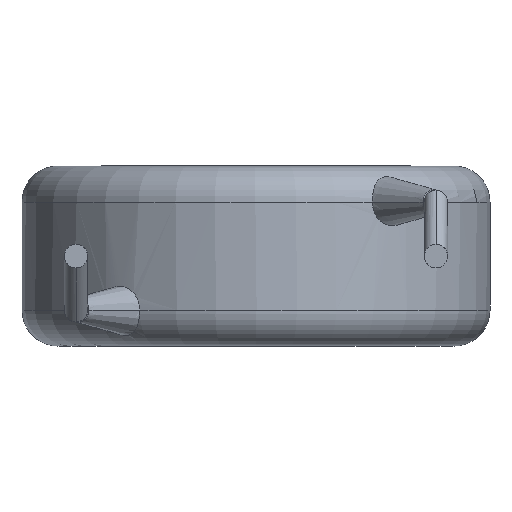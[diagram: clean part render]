
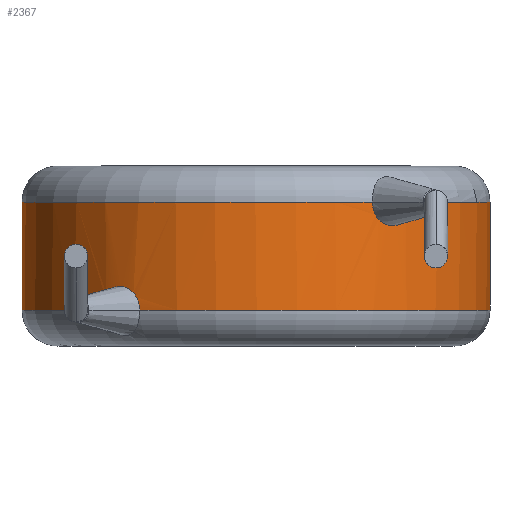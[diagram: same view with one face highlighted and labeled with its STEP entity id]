
A CAD part, front view. The second image highlights one B-rep face of the part: STEP entity #2367.
In plain terms, the highlighted cylindrical face has radius 6.5 mm (diameter 13 mm), a partial arc.
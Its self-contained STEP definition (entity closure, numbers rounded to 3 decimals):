
#4 = CARTESIAN_POINT ( 'NONE',  ( -4.308, -4.867, 1. ) ) ;
#26 = CARTESIAN_POINT ( 'NONE',  ( 0., 0., 4. ) ) ;
#50 = VERTEX_POINT ( 'NONE', #3719 ) ;
#95 = VERTEX_POINT ( 'NONE', #987 ) ;
#207 = CARTESIAN_POINT ( 'NONE',  ( -6.5, 0., 4. ) ) ;
#234 = CARTESIAN_POINT ( 'NONE',  ( 0., 0., 5. ) ) ;
#235 = CARTESIAN_POINT ( 'NONE',  ( 4.255, -4.915, 3.656 ) ) ;
#300 = AXIS2_PLACEMENT_3D ( 'NONE', #26, #2965, #1709 ) ;
#333 = CIRCLE ( 'NONE', #3971, 6.5 ) ;
#338 = EDGE_CURVE ( 'NONE', #50, #3011, #1439, .T. ) ;
#358 = ORIENTED_EDGE ( 'NONE', *, *, #2213, .F. ) ;
#409 = CARTESIAN_POINT ( 'NONE',  ( 6.5, 0., 5. ) ) ;
#534 = DIRECTION ( 'NONE',  ( 0., 0., 1. ) ) ;
#596 = CARTESIAN_POINT ( 'NONE',  ( 3.345, -5.574, 3.594 ) ) ;
#635 = CARTESIAN_POINT ( 'NONE',  ( -3.858, -5.232, 1.659 ) ) ;
#645 = CARTESIAN_POINT ( 'NONE',  ( -4.308, -4.867, 1.175 ) ) ;
#694 = CARTESIAN_POINT ( 'NONE',  ( 3.229, -5.641, 4. ) ) ;
#716 = LINE ( 'NONE', #2841, #1310 ) ;
#798 = EDGE_CURVE ( 'NONE', #874, #3570, #3688, .T. ) ;
#854 = EDGE_CURVE ( 'NONE', #910, #1745, #2472, .T. ) ;
#867 = CARTESIAN_POINT ( 'NONE',  ( 4.308, -4.867, 3.825 ) ) ;
#874 = VERTEX_POINT ( 'NONE', #3542 ) ;
#910 = VERTEX_POINT ( 'NONE', #694 ) ;
#913 = EDGE_LOOP ( 'NONE', ( #358, #2542, #3403, #1891, #2605, #4194, #3417, #2852 ) ) ;
#922 = CARTESIAN_POINT ( 'NONE',  ( 3.648, -5.383, 3.341 ) ) ;
#935 = CARTESIAN_POINT ( 'NONE',  ( -3.229, -5.641, 1.087 ) ) ;
#951 = CARTESIAN_POINT ( 'NONE',  ( -4.111, -5.035, 1.529 ) ) ;
#972 = CARTESIAN_POINT ( 'NONE',  ( 6.5, 0., 1. ) ) ;
#987 = CARTESIAN_POINT ( 'NONE',  ( 6.5, 0., 4. ) ) ;
#1122 = EDGE_CURVE ( 'NONE', #1745, #874, #716, .T. ) ;
#1181 = CARTESIAN_POINT ( 'NONE',  ( 4.111, -5.035, 3.471 ) ) ;
#1217 = CARTESIAN_POINT ( 'NONE',  ( 4.308, -4.867, 4. ) ) ;
#1274 = CARTESIAN_POINT ( 'NONE',  ( -4.255, -4.915, 1.344 ) ) ;
#1310 = VECTOR ( 'NONE', #2989, 1000. ) ;
#1361 = EDGE_CURVE ( 'NONE', #910, #3364, #2398, .T. ) ;
#1385 = LINE ( 'NONE', #409, #2055 ) ;
#1439 = CIRCLE ( 'NONE', #3366, 6.5 ) ;
#1495 = DIRECTION ( 'NONE',  ( -1., 0., 0. ) ) ;
#1594 = CARTESIAN_POINT ( 'NONE',  ( -3.502, -5.477, 1.588 ) ) ;
#1601 = AXIS2_PLACEMENT_3D ( 'NONE', #234, #4135, #1495 ) ;
#1624 = CARTESIAN_POINT ( 'NONE',  ( -3.229, -5.641, 1. ) ) ;
#1648 = DIRECTION ( 'NONE',  ( 1., 0., 0. ) ) ;
#1709 = DIRECTION ( 'NONE',  ( 1., 0., 0. ) ) ;
#1745 = VERTEX_POINT ( 'NONE', #207 ) ;
#1863 = DIRECTION ( 'NONE',  ( 1., 0., 0. ) ) ;
#1891 = ORIENTED_EDGE ( 'NONE', *, *, #854, .T. ) ;
#1923 = CARTESIAN_POINT ( 'NONE',  ( 0., 0., 1. ) ) ;
#1925 = B_SPLINE_CURVE_WITH_KNOTS ( 'NONE', 3,
 ( #1624, #935, #2584, #3897, #3909, #1594, #3547, #635, #2929, #2243, #951, #1274, #645, #4 ),
 .UNSPECIFIED., .F., .F.,
 ( 4, 2, 2, 2, 2, 2, 4 ),
 ( 0., 0., 0.001, 0.001, 0.001, 0.002, 0.002 ),
 .UNSPECIFIED. ) ;
#1931 = EDGE_CURVE ( 'NONE', #95, #3364, #333, .T. ) ;
#2055 = VECTOR ( 'NONE', #3955, 1000. ) ;
#2152 = FACE_OUTER_BOUND ( 'NONE', #913, .T. ) ;
#2211 = CARTESIAN_POINT ( 'NONE',  ( 4.308, -4.867, 4. ) ) ;
#2213 = EDGE_CURVE ( 'NONE', #95, #3011, #1385, .T. ) ;
#2243 = CARTESIAN_POINT ( 'NONE',  ( -4.054, -5.081, 1.576 ) ) ;
#2258 = CYLINDRICAL_SURFACE ( 'NONE', #1601, 6.5 ) ;
#2367 = ADVANCED_FACE ( 'NONE', ( #2152 ), #2258, .T. ) ;
#2398 = B_SPLINE_CURVE_WITH_KNOTS ( 'NONE', 3,
 ( #3170, #2843, #2534, #2544, #596, #3512, #922, #3497, #3206, #2817, #1181, #235, #867, #1217 ),
 .UNSPECIFIED., .F., .F.,
 ( 4, 2, 2, 2, 2, 2, 4 ),
 ( 0., 0., 0.001, 0.001, 0.001, 0.002, 0.002 ),
 .UNSPECIFIED. ) ;
#2472 = CIRCLE ( 'NONE', #300, 6.5 ) ;
#2480 = DIRECTION ( 'NONE',  ( 0., 0., -1. ) ) ;
#2534 = CARTESIAN_POINT ( 'NONE',  ( 3.244, -5.633, 3.827 ) ) ;
#2542 = ORIENTED_EDGE ( 'NONE', *, *, #1931, .T. ) ;
#2544 = CARTESIAN_POINT ( 'NONE',  ( 3.302, -5.599, 3.667 ) ) ;
#2584 = CARTESIAN_POINT ( 'NONE',  ( -3.244, -5.633, 1.173 ) ) ;
#2605 = ORIENTED_EDGE ( 'NONE', *, *, #1122, .T. ) ;
#2817 = CARTESIAN_POINT ( 'NONE',  ( 4.054, -5.081, 3.424 ) ) ;
#2841 = CARTESIAN_POINT ( 'NONE',  ( -6.5, 0., 5. ) ) ;
#2843 = CARTESIAN_POINT ( 'NONE',  ( 3.229, -5.641, 3.913 ) ) ;
#2852 = ORIENTED_EDGE ( 'NONE', *, *, #338, .T. ) ;
#2929 = CARTESIAN_POINT ( 'NONE',  ( -3.928, -5.18, 1.642 ) ) ;
#2965 = DIRECTION ( 'NONE',  ( 0., 0., -1. ) ) ;
#2987 = EDGE_CURVE ( 'NONE', #50, #3570, #1925, .T. ) ;
#2989 = DIRECTION ( 'NONE',  ( 0., 0., -1. ) ) ;
#3011 = VERTEX_POINT ( 'NONE', #972 ) ;
#3087 = DIRECTION ( 'NONE',  ( 1., 0., 0. ) ) ;
#3128 = CARTESIAN_POINT ( 'NONE',  ( 0., 0., 4. ) ) ;
#3170 = CARTESIAN_POINT ( 'NONE',  ( 3.229, -5.641, 4. ) ) ;
#3206 = CARTESIAN_POINT ( 'NONE',  ( 3.928, -5.18, 3.358 ) ) ;
#3364 = VERTEX_POINT ( 'NONE', #2211 ) ;
#3366 = AXIS2_PLACEMENT_3D ( 'NONE', #3836, #534, #3087 ) ;
#3403 = ORIENTED_EDGE ( 'NONE', *, *, #1361, .F. ) ;
#3417 = ORIENTED_EDGE ( 'NONE', *, *, #2987, .F. ) ;
#3432 = AXIS2_PLACEMENT_3D ( 'NONE', #1923, #3629, #1648 ) ;
#3471 = CARTESIAN_POINT ( 'NONE',  ( -4.308, -4.867, 1. ) ) ;
#3497 = CARTESIAN_POINT ( 'NONE',  ( 3.858, -5.232, 3.341 ) ) ;
#3512 = CARTESIAN_POINT ( 'NONE',  ( 3.502, -5.477, 3.412 ) ) ;
#3542 = CARTESIAN_POINT ( 'NONE',  ( -6.5, 0., 1. ) ) ;
#3547 = CARTESIAN_POINT ( 'NONE',  ( -3.648, -5.383, 1.659 ) ) ;
#3570 = VERTEX_POINT ( 'NONE', #3471 ) ;
#3629 = DIRECTION ( 'NONE',  ( 0., 0., 1. ) ) ;
#3688 = CIRCLE ( 'NONE', #3432, 6.5 ) ;
#3719 = CARTESIAN_POINT ( 'NONE',  ( -3.229, -5.641, 1. ) ) ;
#3836 = CARTESIAN_POINT ( 'NONE',  ( 0., 0., 1. ) ) ;
#3897 = CARTESIAN_POINT ( 'NONE',  ( -3.302, -5.599, 1.333 ) ) ;
#3909 = CARTESIAN_POINT ( 'NONE',  ( -3.345, -5.574, 1.406 ) ) ;
#3955 = DIRECTION ( 'NONE',  ( 0., 0., -1. ) ) ;
#3971 = AXIS2_PLACEMENT_3D ( 'NONE', #3128, #2480, #1863 ) ;
#4135 = DIRECTION ( 'NONE',  ( 0., 0., -1. ) ) ;
#4194 = ORIENTED_EDGE ( 'NONE', *, *, #798, .T. ) ;
